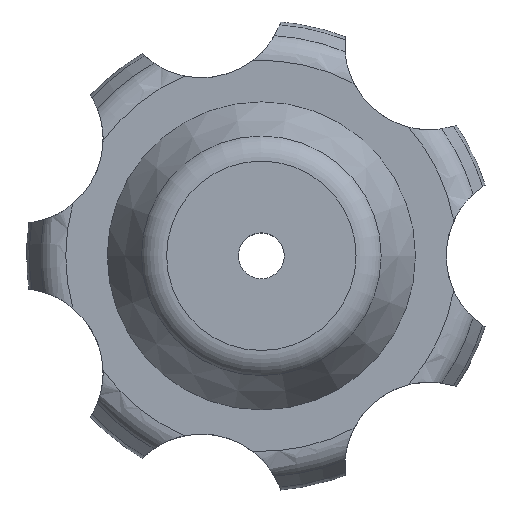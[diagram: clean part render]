
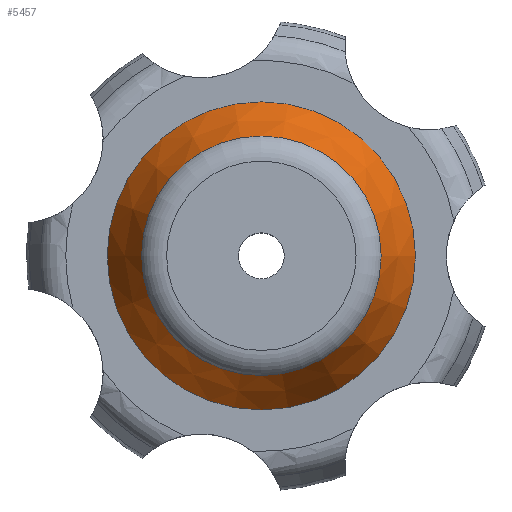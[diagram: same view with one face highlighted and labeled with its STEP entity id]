
A CAD part, top view. The second image highlights one B-rep face of the part: STEP entity #5457.
In plain terms, the highlighted conical face has half-angle 26.565 degrees and reference radius 30 mm.
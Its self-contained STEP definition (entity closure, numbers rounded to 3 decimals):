
#949 = PLANE('',#950);
#950 = AXIS2_PLACEMENT_3D('',#951,#952,#953);
#951 = CARTESIAN_POINT('',(0.,0.,14.));
#952 = DIRECTION('',(0.,0.,1.));
#953 = DIRECTION('',(1.,0.,0.));
#5317 = EDGE_CURVE('',#5318,#5318,#5320,.T.);
#5318 = VERTEX_POINT('',#5319);
#5319 = CARTESIAN_POINT('',(27.5,0.,14.));
#5320 = SURFACE_CURVE('',#5321,(#5326,#5333),.PCURVE_S1.);
#5321 = CIRCLE('',#5322,27.5);
#5322 = AXIS2_PLACEMENT_3D('',#5323,#5324,#5325);
#5323 = CARTESIAN_POINT('',(0.,0.,14.));
#5324 = DIRECTION('',(0.,0.,1.));
#5325 = DIRECTION('',(1.,0.,-0.));
#5326 = PCURVE('',#949,#5327);
#5327 = DEFINITIONAL_REPRESENTATION('',(#5328),#5332);
#5328 = CIRCLE('',#5329,27.5);
#5329 = AXIS2_PLACEMENT_2D('',#5330,#5331);
#5330 = CARTESIAN_POINT('',(0.,0.));
#5331 = DIRECTION('',(1.,0.));
#5332 = ( GEOMETRIC_REPRESENTATION_CONTEXT(2) 
PARAMETRIC_REPRESENTATION_CONTEXT() REPRESENTATION_CONTEXT('2D SPACE',''
  ) );
#5333 = PCURVE('',#5334,#5339);
#5334 = CONICAL_SURFACE('',#5335,30.,0.464);
#5335 = AXIS2_PLACEMENT_3D('',#5336,#5337,#5338);
#5336 = CARTESIAN_POINT('',(0.,0.,9.));
#5337 = DIRECTION('',(-0.,-0.,-1.));
#5338 = DIRECTION('',(1.,0.,0.));
#5339 = DEFINITIONAL_REPRESENTATION('',(#5340),#5344);
#5340 = LINE('',#5341,#5342);
#5341 = CARTESIAN_POINT('',(-0.,-5.));
#5342 = VECTOR('',#5343,1.);
#5343 = DIRECTION('',(-1.,-0.));
#5344 = ( GEOMETRIC_REPRESENTATION_CONTEXT(2) 
PARAMETRIC_REPRESENTATION_CONTEXT() REPRESENTATION_CONTEXT('2D SPACE',''
  ) );
#5371 = TOROIDAL_SURFACE('',#5372,16.91,5.);
#5372 = AXIS2_PLACEMENT_3D('',#5373,#5374,#5375);
#5373 = CARTESIAN_POINT('',(0.,0.,24.));
#5374 = DIRECTION('',(0.,0.,1.));
#5375 = DIRECTION('',(1.,0.,0.));
#5413 = VERTEX_POINT('',#5414);
#5414 = CARTESIAN_POINT('',(21.382,0.,26.236));
#5434 = EDGE_CURVE('',#5413,#5413,#5435,.T.);
#5435 = SURFACE_CURVE('',#5436,(#5441,#5448),.PCURVE_S1.);
#5436 = CIRCLE('',#5437,21.382);
#5437 = AXIS2_PLACEMENT_3D('',#5438,#5439,#5440);
#5438 = CARTESIAN_POINT('',(0.,0.,26.236));
#5439 = DIRECTION('',(-0.,0.,1.));
#5440 = DIRECTION('',(1.,0.,0.));
#5441 = PCURVE('',#5371,#5442);
#5442 = DEFINITIONAL_REPRESENTATION('',(#5443),#5447);
#5443 = LINE('',#5444,#5445);
#5444 = CARTESIAN_POINT('',(0.,0.464));
#5445 = VECTOR('',#5446,1.);
#5446 = DIRECTION('',(1.,0.));
#5447 = ( GEOMETRIC_REPRESENTATION_CONTEXT(2) 
PARAMETRIC_REPRESENTATION_CONTEXT() REPRESENTATION_CONTEXT('2D SPACE',''
  ) );
#5448 = PCURVE('',#5334,#5449);
#5449 = DEFINITIONAL_REPRESENTATION('',(#5450),#5454);
#5450 = LINE('',#5451,#5452);
#5451 = CARTESIAN_POINT('',(-0.,-17.236));
#5452 = VECTOR('',#5453,1.);
#5453 = DIRECTION('',(-1.,-0.));
#5454 = ( GEOMETRIC_REPRESENTATION_CONTEXT(2) 
PARAMETRIC_REPRESENTATION_CONTEXT() REPRESENTATION_CONTEXT('2D SPACE',''
  ) );
#5457 = ADVANCED_FACE('',(#5458),#5334,.T.);
#5458 = FACE_BOUND('',#5459,.T.);
#5459 = EDGE_LOOP('',(#5460,#5461,#5482,#5483));
#5460 = ORIENTED_EDGE('',*,*,#5317,.T.);
#5461 = ORIENTED_EDGE('',*,*,#5462,.T.);
#5462 = EDGE_CURVE('',#5318,#5413,#5463,.T.);
#5463 = SEAM_CURVE('',#5464,(#5468,#5475),.PCURVE_S1.);
#5464 = LINE('',#5465,#5466);
#5465 = CARTESIAN_POINT('',(30.,0.,9.));
#5466 = VECTOR('',#5467,1.);
#5467 = DIRECTION('',(-0.447,0.,0.894));
#5468 = PCURVE('',#5334,#5469);
#5469 = DEFINITIONAL_REPRESENTATION('',(#5470),#5474);
#5470 = LINE('',#5471,#5472);
#5471 = CARTESIAN_POINT('',(0.,-0.));
#5472 = VECTOR('',#5473,1.);
#5473 = DIRECTION('',(-0.,-1.));
#5474 = ( GEOMETRIC_REPRESENTATION_CONTEXT(2) 
PARAMETRIC_REPRESENTATION_CONTEXT() REPRESENTATION_CONTEXT('2D SPACE',''
  ) );
#5475 = PCURVE('',#5334,#5476);
#5476 = DEFINITIONAL_REPRESENTATION('',(#5477),#5481);
#5477 = LINE('',#5478,#5479);
#5478 = CARTESIAN_POINT('',(-6.283,0.));
#5479 = VECTOR('',#5480,1.);
#5480 = DIRECTION('',(-0.,-1.));
#5481 = ( GEOMETRIC_REPRESENTATION_CONTEXT(2) 
PARAMETRIC_REPRESENTATION_CONTEXT() REPRESENTATION_CONTEXT('2D SPACE',''
  ) );
#5482 = ORIENTED_EDGE('',*,*,#5434,.F.);
#5483 = ORIENTED_EDGE('',*,*,#5462,.F.);
